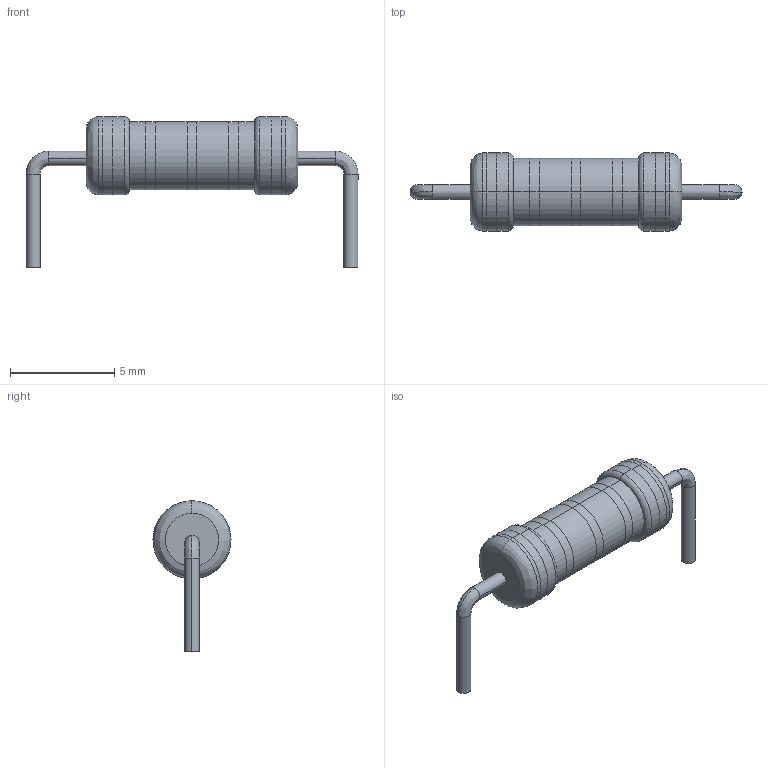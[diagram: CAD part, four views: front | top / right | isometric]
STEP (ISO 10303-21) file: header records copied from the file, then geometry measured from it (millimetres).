
FILE_DESCRIPTION (( 'STEP AP214' ), '1' );
FILE_NAME ('User Library-CCF60_10K0_bend.STEP', '2014-08-21T22:06:59', ( 'Windows User' ), ( '' ), 'SwSTEP 2.0', 'SolidWorks 2014', '' );
FILE_SCHEMA (( 'AUTOMOTIVE_DESIGN' ));
Length unit declared in the file: centimetre
Products named in the file (9): User Library-CCF60_10K0_bend; User Library-CCF60_10K0_bend_CAP2; User Library-CCF60_10K0_bend_CAP_BASE2; User Library-CCF60_10K0_bend_CAP_RING; User Library-CCF60_10K0_bend_WIRE_BEND; User Library-CCF60_10K0_bend_BODY; User Library-CCF60_10K0_bend_CAP1; User Library-CCF60_10K0_bend_CAP_BASE1; User Library-CCF60_10K0_bend_RING2-4
Assembly tree (12 placements, depth 3):
  User Library-CCF60_10K0_bend
    User Library-CCF60_10K0_bend_CAP1
      User Library-CCF60_10K0_bend_CAP_BASE1
      User Library-CCF60_10K0_bend_CAP_RING
      User Library-CCF60_10K0_bend_CAP_BASE2
    User Library-CCF60_10K0_bend_CAP2
      User Library-CCF60_10K0_bend_CAP_BASE1
      User Library-CCF60_10K0_bend_CAP_RING
      User Library-CCF60_10K0_bend_CAP_BASE2
    User Library-CCF60_10K0_bend_RING2-4
    User Library-CCF60_10K0_bend_BODY
    User Library-CCF60_10K0_bend_WIRE_BEND  x2
Bounding box: 15.93 x 3.75 x 7.22 mm (x, y, z)
Volume: 99.2 mm3; surface area: 383.6 mm2
Topology: 15 solids, 15 shells, 76 faces, 126 edges, 80 vertices
Faces by surface type: cylinder 34, plane 30, bspline 12
Entity records: 2269 total; most frequent: CARTESIAN_POINT 309, DIRECTION 262, ORIENTED_EDGE 168, AXIS2_PLACEMENT_3D 119, EDGE_CURVE 84, UNCERTAINTY_MEASURE_WITH_UNIT 78, MECHANICAL_DESIGN_GEOMETRIC_PRESENTATION_REPRESENTATION 69, FILL_AREA_STYLE_COLOUR 69
